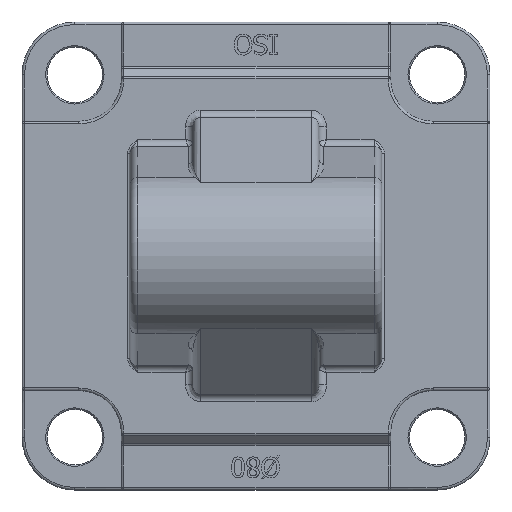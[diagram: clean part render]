
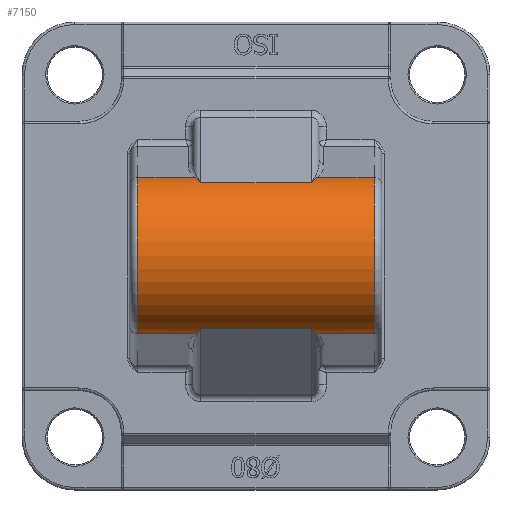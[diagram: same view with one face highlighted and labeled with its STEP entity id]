
A CAD part, top view. The second image highlights one B-rep face of the part: STEP entity #7150.
In plain terms, the highlighted cylindrical face has radius 16 mm (diameter 32 mm), a partial arc.
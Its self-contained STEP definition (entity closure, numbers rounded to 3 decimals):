
#6764=CARTESIAN_POINT('',(-12.219,15.521,39.885));
#6765=VERTEX_POINT('',#6764);
#6773=CARTESIAN_POINT('',(-11.0,14.484,42.798));
#6774=VERTEX_POINT('',#6773);
#6775=CARTESIAN_POINT('',(-12.219,15.521,39.885));
#6776=CARTESIAN_POINT('',(-11.841,15.27,40.889));
#6777=CARTESIAN_POINT('',(-11.422,14.923,41.86));
#6778=CARTESIAN_POINT('',(-11.004,14.488,42.79));
#6779=CARTESIAN_POINT('',(-11.002,14.486,42.794));
#6780=CARTESIAN_POINT('',(-11.0,14.484,42.798));
#6781=B_SPLINE_CURVE_WITH_KNOTS('',3,(#6775,#6776,#6777,#6778,#6779,#6780),.UNSPECIFIED.,.F.,.U.,(4,2,4),(-0.349,0.0,0.002),.UNSPECIFIED.);
#6782=EDGE_CURVE('',#6765,#6774,#6781,.T.);
#7045=CARTESIAN_POINT('',(0.0,0.0,36.0));
#7046=DIRECTION('',(1.0,0.0,0.0));
#7047=DIRECTION('',(0.0,0.97,0.243));
#7048=AXIS2_PLACEMENT_3D('',#7045,#7046,#7047);
#7049=CYLINDRICAL_SURFACE('',#7048,16.0);
#7050=ORIENTED_EDGE('',*,*,#6782,.F.);
#7051=CARTESIAN_POINT('',(-23.5,15.521,39.885));
#7052=VERTEX_POINT('',#7051);
#7053=CARTESIAN_POINT('',(-23.5,15.521,39.885));
#7054=DIRECTION('',(1.0,0.0,0.0));
#7055=VECTOR('',#7054,11.281);
#7056=LINE('',#7053,#7055);
#7057=EDGE_CURVE('',#7052,#6765,#7056,.T.);
#7058=ORIENTED_EDGE('',*,*,#7057,.F.);
#7059=CARTESIAN_POINT('',(-23.5,-15.521,39.885));
#7060=VERTEX_POINT('',#7059);
#7061=CARTESIAN_POINT('',(-23.5,0.0,36.0));
#7062=DIRECTION('',(-1.0,0.0,0.0));
#7063=DIRECTION('',(0.0,0.0,1.0));
#7064=AXIS2_PLACEMENT_3D('',#7061,#7062,#7063);
#7065=CIRCLE('',#7064,16.0);
#7066=EDGE_CURVE('',#7060,#7052,#7065,.T.);
#7067=ORIENTED_EDGE('',*,*,#7066,.F.);
#7068=CARTESIAN_POINT('',(-12.219,-15.521,39.885));
#7069=VERTEX_POINT('',#7068);
#7070=CARTESIAN_POINT('',(-23.5,-15.521,39.885));
#7071=DIRECTION('',(1.0,0.0,0.0));
#7072=VECTOR('',#7071,11.281);
#7073=LINE('',#7070,#7072);
#7074=EDGE_CURVE('',#7060,#7069,#7073,.T.);
#7075=ORIENTED_EDGE('',*,*,#7074,.T.);
#7076=CARTESIAN_POINT('',(-11.0,-14.484,42.798));
#7077=VERTEX_POINT('',#7076);
#7078=CARTESIAN_POINT('',(-11.,-14.484,42.798));
#7079=CARTESIAN_POINT('',(-11.002,-14.486,42.794));
#7080=CARTESIAN_POINT('',(-11.004,-14.488,42.79));
#7081=CARTESIAN_POINT('',(-11.422,-14.923,41.86));
#7082=CARTESIAN_POINT('',(-11.841,-15.27,40.889));
#7083=CARTESIAN_POINT('',(-12.219,-15.521,39.885));
#7084=B_SPLINE_CURVE_WITH_KNOTS('',3,(#7078,#7079,#7080,#7081,#7082,#7083),.UNSPECIFIED.,.F.,.U.,(4,2,4),(-0.002,0.0,0.349),.UNSPECIFIED.);
#7085=EDGE_CURVE('',#7077,#7069,#7084,.T.);
#7086=ORIENTED_EDGE('',*,*,#7085,.F.);
#7087=CARTESIAN_POINT('',(11.0,-14.484,42.798));
#7088=VERTEX_POINT('',#7087);
#7089=CARTESIAN_POINT('',(-11.0,-14.484,42.798));
#7090=DIRECTION('',(1.0,0.0,0.0));
#7091=VECTOR('',#7090,22.0);
#7092=LINE('',#7089,#7091);
#7093=EDGE_CURVE('',#7077,#7088,#7092,.T.);
#7094=ORIENTED_EDGE('',*,*,#7093,.T.);
#7095=CARTESIAN_POINT('',(12.219,-15.521,39.885));
#7096=VERTEX_POINT('',#7095);
#7097=CARTESIAN_POINT('',(12.219,-15.521,39.885));
#7098=CARTESIAN_POINT('',(11.841,-15.27,40.889));
#7099=CARTESIAN_POINT('',(11.422,-14.923,41.86));
#7100=CARTESIAN_POINT('',(11.004,-14.488,42.79));
#7101=CARTESIAN_POINT('',(11.002,-14.486,42.794));
#7102=CARTESIAN_POINT('',(11.0,-14.484,42.798));
#7103=B_SPLINE_CURVE_WITH_KNOTS('',3,(#7097,#7098,#7099,#7100,#7101,#7102),.UNSPECIFIED.,.F.,.U.,(4,2,4),(-0.349,0.0,0.002),.UNSPECIFIED.);
#7104=EDGE_CURVE('',#7096,#7088,#7103,.T.);
#7105=ORIENTED_EDGE('',*,*,#7104,.F.);
#7106=CARTESIAN_POINT('',(23.5,-15.521,39.885));
#7107=VERTEX_POINT('',#7106);
#7108=CARTESIAN_POINT('',(12.219,-15.521,39.885));
#7109=DIRECTION('',(1.0,0.0,0.0));
#7110=VECTOR('',#7109,11.281);
#7111=LINE('',#7108,#7110);
#7112=EDGE_CURVE('',#7096,#7107,#7111,.T.);
#7113=ORIENTED_EDGE('',*,*,#7112,.T.);
#7114=CARTESIAN_POINT('',(23.5,15.521,39.885));
#7115=VERTEX_POINT('',#7114);
#7116=CARTESIAN_POINT('',(23.5,0.0,36.0));
#7117=DIRECTION('',(1.0,0.0,0.0));
#7118=DIRECTION('',(0.0,0.0,1.0));
#7119=AXIS2_PLACEMENT_3D('',#7116,#7117,#7118);
#7120=CIRCLE('',#7119,16.0);
#7121=EDGE_CURVE('',#7115,#7107,#7120,.T.);
#7122=ORIENTED_EDGE('',*,*,#7121,.F.);
#7123=CARTESIAN_POINT('',(12.219,15.521,39.885));
#7124=VERTEX_POINT('',#7123);
#7125=CARTESIAN_POINT('',(12.219,15.521,39.885));
#7126=DIRECTION('',(1.0,0.0,0.0));
#7127=VECTOR('',#7126,11.281);
#7128=LINE('',#7125,#7127);
#7129=EDGE_CURVE('',#7124,#7115,#7128,.T.);
#7130=ORIENTED_EDGE('',*,*,#7129,.F.);
#7131=CARTESIAN_POINT('',(11.0,14.484,42.798));
#7132=VERTEX_POINT('',#7131);
#7133=CARTESIAN_POINT('',(11.,14.484,42.798));
#7134=CARTESIAN_POINT('',(11.002,14.486,42.794));
#7135=CARTESIAN_POINT('',(11.004,14.488,42.79));
#7136=CARTESIAN_POINT('',(11.422,14.923,41.86));
#7137=CARTESIAN_POINT('',(11.841,15.27,40.889));
#7138=CARTESIAN_POINT('',(12.219,15.521,39.885));
#7139=B_SPLINE_CURVE_WITH_KNOTS('',3,(#7133,#7134,#7135,#7136,#7137,#7138),.UNSPECIFIED.,.F.,.U.,(4,2,4),(-0.002,0.0,0.349),.UNSPECIFIED.);
#7140=EDGE_CURVE('',#7132,#7124,#7139,.T.);
#7141=ORIENTED_EDGE('',*,*,#7140,.F.);
#7142=CARTESIAN_POINT('',(-11.0,14.484,42.798));
#7143=DIRECTION('',(1.0,0.0,0.0));
#7144=VECTOR('',#7143,22.0);
#7145=LINE('',#7142,#7144);
#7146=EDGE_CURVE('',#6774,#7132,#7145,.T.);
#7147=ORIENTED_EDGE('',*,*,#7146,.F.);
#7148=EDGE_LOOP('',(#7050,#7058,#7067,#7075,#7086,#7094,#7105,#7113,#7122,#7130,#7141,#7147));
#7149=FACE_OUTER_BOUND('',#7148,.T.);
#7150=ADVANCED_FACE('',(#7149),#7049,.T.);
